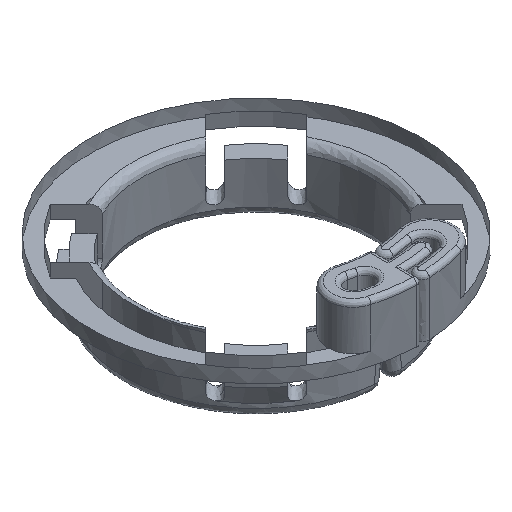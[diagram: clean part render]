
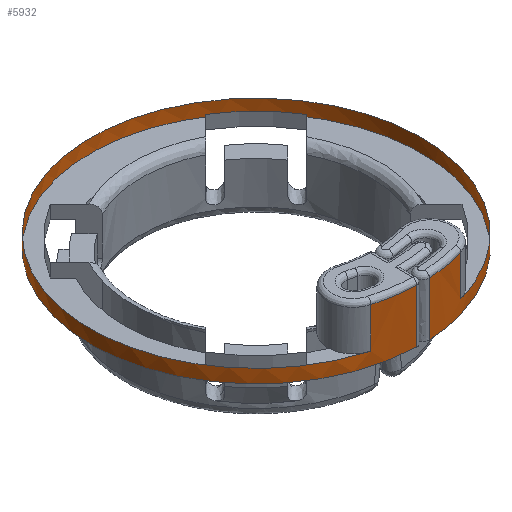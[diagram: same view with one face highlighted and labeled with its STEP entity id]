
A CAD part, isometric view. The second image highlights one B-rep face of the part: STEP entity #5932.
In plain terms, the highlighted free-form (B-spline) face has degree [1, 2] with [2, 11] control points.
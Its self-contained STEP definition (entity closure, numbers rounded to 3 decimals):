
#3794=CARTESIAN_POINT('',(-5.009,-17.809,12.0));
#3795=VERTEX_POINT('',#3794);
#3910=CARTESIAN_POINT('',(-0.524,-18.493,12.0));
#3911=VERTEX_POINT('',#3910);
#3943=CARTESIAN_POINT('',(-0.524,-18.493,12.0));
#3944=CARTESIAN_POINT('',(-2.809,-18.428,12.));
#3945=CARTESIAN_POINT('',(-5.009,-17.809,12.0));
#3953=(BOUNDED_CURVE()B_SPLINE_CURVE(2,(#3943,#3944,#3945),.UNSPECIFIED.,.F.,.U.)CURVE()GEOMETRIC_REPRESENTATION_ITEM()QUASI_UNIFORM_CURVE()RATIONAL_B_SPLINE_CURVE((1.0,0.992,1.0))REPRESENTATION_ITEM(''));
#3954=EDGE_CURVE('',#3911,#3795,#3953,.T.);
#4427=CARTESIAN_POINT('',(0.864,-18.48,12.0));
#4428=VERTEX_POINT('',#4427);
#4442=CARTESIAN_POINT('',(5.093,-17.785,12.0));
#4443=VERTEX_POINT('',#4442);
#4444=CARTESIAN_POINT('',(5.093,-17.785,12.0));
#4445=CARTESIAN_POINT('',(3.019,-18.379,12.));
#4446=CARTESIAN_POINT('',(0.864,-18.48,12.0));
#4454=(BOUNDED_CURVE()B_SPLINE_CURVE(2,(#4444,#4445,#4446),.UNSPECIFIED.,.F.,.U.)CURVE()GEOMETRIC_REPRESENTATION_ITEM()QUASI_UNIFORM_CURVE()RATIONAL_B_SPLINE_CURVE((1.0,0.993,1.0))REPRESENTATION_ITEM(''));
#4455=EDGE_CURVE('',#4443,#4428,#4454,.T.);
#5226=CARTESIAN_POINT('',(-5.009,-17.809,7.5));
#5227=VERTEX_POINT('',#5226);
#5228=CARTESIAN_POINT('',(-5.009,-17.809,12.0));
#5229=CARTESIAN_POINT('',(-5.009,-17.809,7.5));
#5230=QUASI_UNIFORM_CURVE('',1,(#5228,#5229),.UNSPECIFIED.,.F.,.U.);
#5231=EDGE_CURVE('',#3795,#5227,#5230,.T.);
#5516=CARTESIAN_POINT('',(-0.524,-18.493,6.0));
#5517=VERTEX_POINT('',#5516);
#5518=CARTESIAN_POINT('',(-0.524,-18.493,6.0));
#5519=CARTESIAN_POINT('',(-0.524,-18.493,12.0));
#5520=QUASI_UNIFORM_CURVE('',1,(#5518,#5519),.UNSPECIFIED.,.F.,.U.);
#5521=EDGE_CURVE('',#5517,#3911,#5520,.T.);
#5575=CARTESIAN_POINT('',(0.864,-18.48,6.0));
#5576=VERTEX_POINT('',#5575);
#5577=CARTESIAN_POINT('',(0.864,-18.48,12.0));
#5578=CARTESIAN_POINT('',(0.864,-18.48,6.0));
#5579=QUASI_UNIFORM_CURVE('',1,(#5577,#5578),.UNSPECIFIED.,.F.,.U.);
#5580=EDGE_CURVE('',#4428,#5576,#5579,.T.);
#5830=CARTESIAN_POINT('',(5.093,-17.785,7.5));
#5831=VERTEX_POINT('',#5830);
#5832=CARTESIAN_POINT('',(5.093,-17.785,12.0));
#5833=CARTESIAN_POINT('',(5.093,-17.785,7.5));
#5834=QUASI_UNIFORM_CURVE('',1,(#5832,#5833),.UNSPECIFIED.,.F.,.U.);
#5835=EDGE_CURVE('',#4443,#5831,#5834,.T.);
#5856=CARTESIAN_POINT('',(0.353,-18.505,12.15));
#5857=CARTESIAN_POINT('',(0.353,-18.505,5.846));
#5858=CARTESIAN_POINT('',(0.625,-18.491,12.15));
#5859=CARTESIAN_POINT('',(0.625,-18.491,5.846));
#5860=CARTESIAN_POINT('',(19.139,-17.589,12.15));
#5861=CARTESIAN_POINT('',(19.139,-17.589,5.846));
#5862=CARTESIAN_POINT('',(18.488,0.659,12.15));
#5863=CARTESIAN_POINT('',(18.488,0.659,5.846));
#5864=CARTESIAN_POINT('',(17.838,18.907,12.15));
#5865=CARTESIAN_POINT('',(17.838,18.907,5.846));
#5866=CARTESIAN_POINT('',(-0.417,18.495,12.15));
#5867=CARTESIAN_POINT('',(-0.417,18.495,5.846));
#5868=CARTESIAN_POINT('',(-18.672,18.084,12.15));
#5869=CARTESIAN_POINT('',(-18.672,18.084,5.846));
#5870=CARTESIAN_POINT('',(-18.499,-0.175,12.15));
#5871=CARTESIAN_POINT('',(-18.499,-0.175,5.846));
#5872=CARTESIAN_POINT('',(-18.327,-18.433,12.15));
#5873=CARTESIAN_POINT('',(-18.327,-18.433,5.846));
#5874=CARTESIAN_POINT('',(-0.015,-18.5,12.15));
#5875=CARTESIAN_POINT('',(-0.015,-18.5,5.846));
#5876=CARTESIAN_POINT('',(0.036,-18.5,12.15));
#5877=CARTESIAN_POINT('',(0.036,-18.5,5.846));
#5885=(BOUNDED_SURFACE()B_SPLINE_SURFACE(1,2,((#5856,#5858,#5860,#5862,#5864,#5866,#5868,#5870,#5872,#5874,#5876),(#5857,#5859,#5861,#5863,#5865,#5867,#5869,#5871,#5873,#5875,#5877)),.UNSPECIFIED.,.F.,.F.,.U.)B_SPLINE_SURFACE_WITH_KNOTS((2,2),(3,1,2,2,2,1,3),(0.0,6.304),(0.0,0.649,31.017,61.386,91.754,122.123,122.244),.UNSPECIFIED.)GEOMETRIC_REPRESENTATION_ITEM()RATIONAL_B_SPLINE_SURFACE(((1.012,1.006,0.712,1.0,0.712,1.0,0.712,1.0,0.712,1.001,1.002),(1.012,1.006,0.712,1.0,0.712,1.0,0.712,1.0,0.712,1.001,1.002)))REPRESENTATION_ITEM('')SURFACE());
#5886=ORIENTED_EDGE('',*,*,#5521,.T.);
#5887=ORIENTED_EDGE('',*,*,#3954,.T.);
#5888=ORIENTED_EDGE('',*,*,#5231,.T.);
#5889=CARTESIAN_POINT('',(-5.009,-17.809,7.5));
#5890=CARTESIAN_POINT('',(-20.511,-13.449,7.5));
#5891=CARTESIAN_POINT('',(-18.329,2.506,7.5));
#5892=CARTESIAN_POINT('',(-16.148,18.462,7.5));
#5893=CARTESIAN_POINT('',(-0.044,18.5,7.5));
#5894=CARTESIAN_POINT('',(16.06,18.538,7.5));
#5895=CARTESIAN_POINT('',(18.317,2.593,7.5));
#5896=CARTESIAN_POINT('',(20.575,-13.352,7.5));
#5897=CARTESIAN_POINT('',(5.093,-17.785,7.5));
#5905=(BOUNDED_CURVE()B_SPLINE_CURVE(2,(#5889,#5890,#5891,#5892,#5893,#5894,#5895,#5896,#5897),.UNSPECIFIED.,.F.,.U.)B_SPLINE_CURVE_WITH_KNOTS((3,2,2,2,3),(0.0,0.25,0.5,0.75,1.0),.UNSPECIFIED.)CURVE()GEOMETRIC_REPRESENTATION_ITEM()RATIONAL_B_SPLINE_CURVE((1.0,0.754,1.0,0.754,1.0,0.754,1.0,0.754,1.0))REPRESENTATION_ITEM(''));
#5906=EDGE_CURVE('',#5227,#5831,#5905,.T.);
#5907=ORIENTED_EDGE('',*,*,#5906,.T.);
#5908=ORIENTED_EDGE('',*,*,#5835,.F.);
#5909=ORIENTED_EDGE('',*,*,#4455,.T.);
#5910=ORIENTED_EDGE('',*,*,#5580,.T.);
#5911=CARTESIAN_POINT('',(-0.524,-18.493,6.0));
#5912=CARTESIAN_POINT('',(-18.673,-17.978,6.));
#5913=CARTESIAN_POINT('',(-18.499,0.177,6.0));
#5914=CARTESIAN_POINT('',(-18.325,18.333,6.));
#5915=CARTESIAN_POINT('',(-0.17,18.499,6.0));
#5916=CARTESIAN_POINT('',(17.986,18.666,6.));
#5917=CARTESIAN_POINT('',(18.493,0.517,6.0));
#5918=CARTESIAN_POINT('',(19.,-17.632,6.));
#5919=CARTESIAN_POINT('',(0.864,-18.48,6.0));
#5927=(BOUNDED_CURVE()B_SPLINE_CURVE(2,(#5911,#5912,#5913,#5914,#5915,#5916,#5917,#5918,#5919),.UNSPECIFIED.,.F.,.U.)B_SPLINE_CURVE_WITH_KNOTS((3,2,2,2,3),(0.0,0.25,0.5,0.75,1.0),.UNSPECIFIED.)CURVE()GEOMETRIC_REPRESENTATION_ITEM()RATIONAL_B_SPLINE_CURVE((1.0,0.714,1.0,0.714,1.0,0.714,1.0,0.714,1.0))REPRESENTATION_ITEM(''));
#5928=EDGE_CURVE('',#5517,#5576,#5927,.T.);
#5929=ORIENTED_EDGE('',*,*,#5928,.F.);
#5930=EDGE_LOOP('',(#5886,#5887,#5888,#5907,#5908,#5909,#5910,#5929));
#5931=FACE_OUTER_BOUND('',#5930,.T.);
#5932=ADVANCED_FACE('',(#5931),#5885,.T.);
